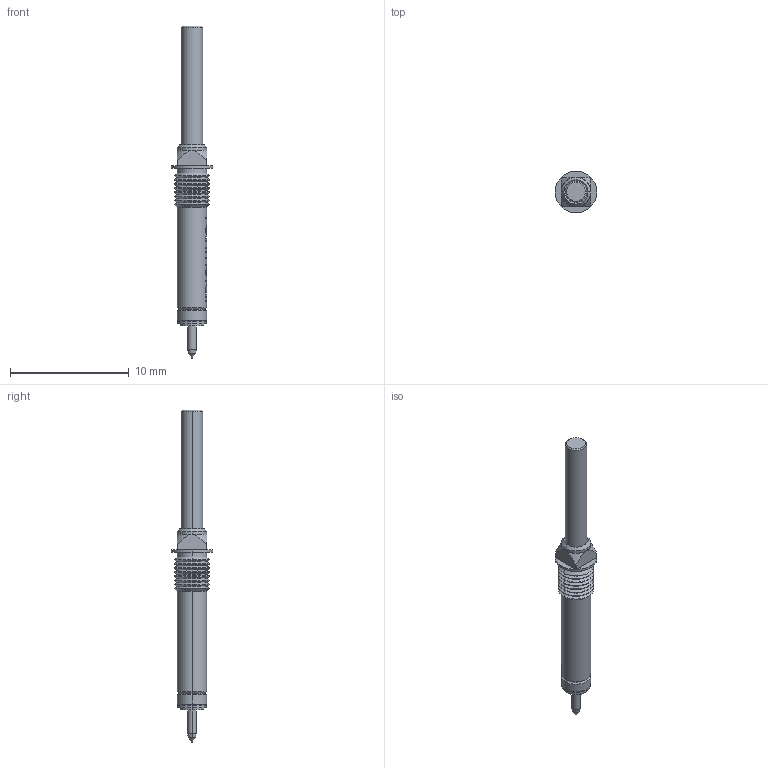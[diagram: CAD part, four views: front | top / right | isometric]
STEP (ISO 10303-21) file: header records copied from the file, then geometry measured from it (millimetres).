
FILE_DESCRIPTION (( 'STEP AP214' ), '1' );
FILE_NAME ('MOD-F48716B180Gxxx.STEP', '2018-07-17T06:39:51', ( 'first' ), ( 'Hewlett-Packard Company' ), 'SwSTEP 2.0', 'SolidWorks 2015', '' );
FILE_SCHEMA (( 'AUTOMOTIVE_DESIGN' ));
Length unit declared in the file: millimetre
Products named in the file (1): MOD-F48716B180Gxxx
Bounding box: 3.5 x 3.5 x 28 mm (x, y, z)
Volume: 104.6 mm3; surface area: 222.1 mm2
Topology: 1 solids, 1 shells, 260 faces, 669 edges, 418 vertices
Faces by surface type: plane 78, cylinder 77, bspline 51, cone 50, torus 4
Entity records: 11376 total; most frequent: CARTESIAN_POINT 5316, ORIENTED_EDGE 1338, DIRECTION 1094, EDGE_CURVE 669, AXIS2_PLACEMENT_3D 424, VERTEX_POINT 418, EDGE_LOOP 267, ADVANCED_FACE 260
